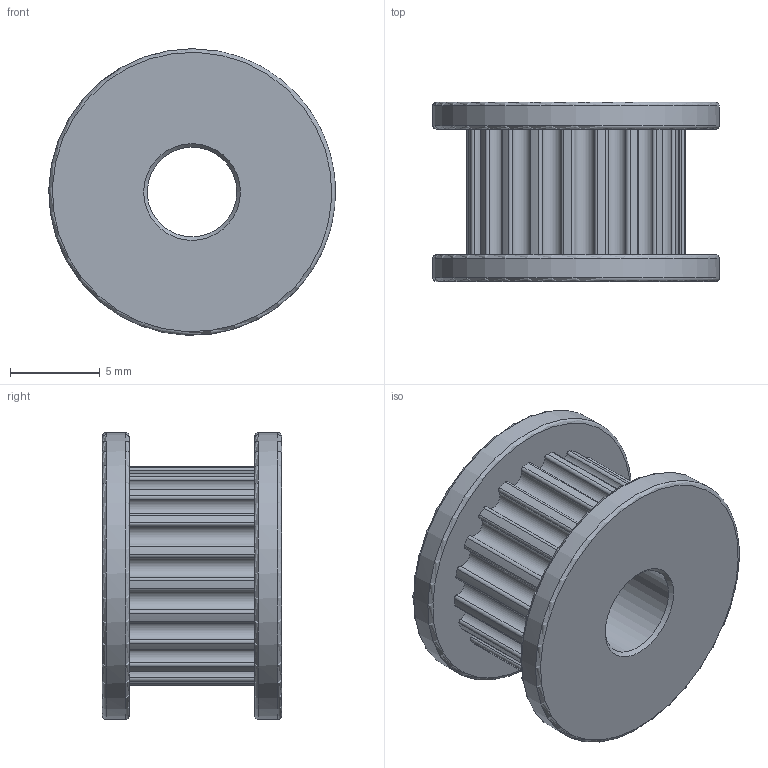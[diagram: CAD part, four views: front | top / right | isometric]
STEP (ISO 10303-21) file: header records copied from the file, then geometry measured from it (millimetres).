
FILE_DESCRIPTION(/* description */ (''),/* implementation_level */ '2;1');
FILE_NAME(/* name */ 'PULLEY_T20_LOWPROFILE.step',/* time_stamp */ '2023-01-07T19:04:17+01:00',/* author */ (''),/* organization */ (''),/* preprocessor_version */ 'ST-DEVELOPER v19.2',/* originating_system */ 'Autodesk Translation Framework v11.17.0.187',/* authorisation */ '');
FILE_SCHEMA (('AUTOMOTIVE_DESIGN { 1 0 10303 214 3 1 1 }'));
Length unit declared in the file: millimetre
Products named in the file (1): PULLEY_T20_LOWPROFILE
Bounding box: 15.99 x 10 x 16 mm (x, y, z)
Volume: 1112.8 mm3; surface area: 1252.7 mm2
Topology: 1 solids, 1 shells, 100 faces, 289 edges, 193 vertices
Faces by surface type: cylinder 90, plane 4, torus 4, cone 2
Full cylindrical faces by diameter (mm): 2.5 x1, 5 x1, 16 x2
Entity records: 3593 total; most frequent: CARTESIAN_POINT 759, DIRECTION 658, ORIENTED_EDGE 578, EDGE_CURVE 289, AXIS2_PLACEMENT_3D 283, VERTEX_POINT 193, CIRCLE 182, EDGE_LOOP 104
